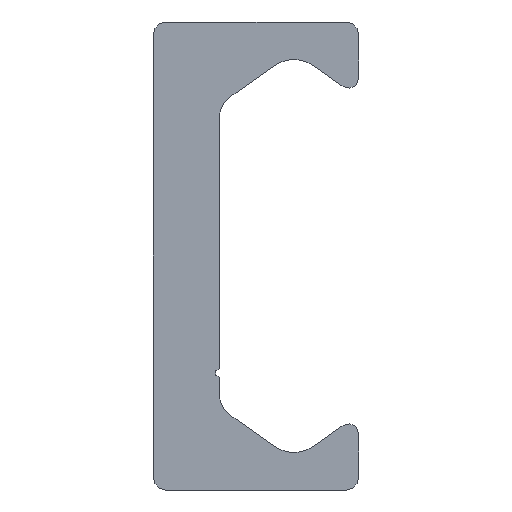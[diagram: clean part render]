
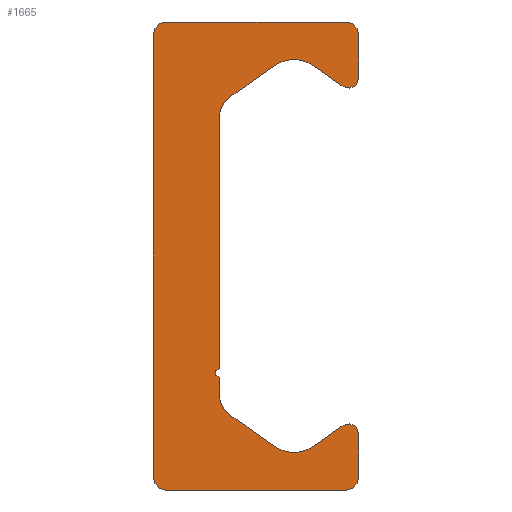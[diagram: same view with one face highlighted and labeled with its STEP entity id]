
A CAD part, left-side view. The second image highlights one B-rep face of the part: STEP entity #1665.
In plain terms, the highlighted planar face has unit normal (-1, 0, 0).
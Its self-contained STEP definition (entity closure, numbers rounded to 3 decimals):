
#852=CARTESIAN_POINT('',(0.0,5.4,-14.));
#853=VERTEX_POINT('',#852);
#860=CARTESIAN_POINT('',(0.0,6.15,-13.25));
#861=VERTEX_POINT('',#860);
#862=CARTESIAN_POINT('',(0.0,5.4,-13.25));
#863=DIRECTION('',(1.0,0.0,0.0));
#864=DIRECTION('',(0.0,0.0,-1.0));
#865=AXIS2_PLACEMENT_3D('',#862,#863,#864);
#866=CIRCLE('',#865,0.75);
#867=EDGE_CURVE('',#853,#861,#866,.T.);
#891=CARTESIAN_POINT('',(0.0,-5.4,-14.));
#892=VERTEX_POINT('',#891);
#899=CARTESIAN_POINT('',(0.0,-5.4,-14.));
#900=DIRECTION('',(0.0,1.0,0.0));
#901=VECTOR('',#900,10.8);
#902=LINE('',#899,#901);
#903=EDGE_CURVE('',#892,#853,#902,.T.);
#923=CARTESIAN_POINT('',(0.0,-6.15,-13.25));
#924=VERTEX_POINT('',#923);
#931=CARTESIAN_POINT('',(0.0,-5.4,-13.25));
#932=DIRECTION('',(1.0,0.0,0.0));
#933=DIRECTION('',(0.0,-1.0,0.0));
#934=AXIS2_PLACEMENT_3D('',#931,#932,#933);
#935=CIRCLE('',#934,0.75);
#936=EDGE_CURVE('',#924,#892,#935,.T.);
#955=CARTESIAN_POINT('',(0.0,-6.15,-10.63));
#956=VERTEX_POINT('',#955);
#963=CARTESIAN_POINT('',(0.0,-6.15,-10.63));
#964=DIRECTION('',(0.0,0.0,-1.0));
#965=VECTOR('',#964,2.62);
#966=LINE('',#963,#965);
#967=EDGE_CURVE('',#956,#924,#966,.T.);
#987=CARTESIAN_POINT('',(0.0,-5.206,-10.139));
#988=VERTEX_POINT('',#987);
#995=CARTESIAN_POINT('',(0.0,-5.55,-10.63));
#996=DIRECTION('',(1.0,0.0,0.0));
#997=DIRECTION('',(0.0,0.574,0.819));
#998=AXIS2_PLACEMENT_3D('',#995,#996,#997);
#999=CIRCLE('',#998,0.6);
#1000=EDGE_CURVE('',#988,#956,#999,.T.);
#1019=CARTESIAN_POINT('',(0.0,-3.417,-11.391));
#1020=VERTEX_POINT('',#1019);
#1027=CARTESIAN_POINT('',(0.0,-3.417,-11.391));
#1028=DIRECTION('',(0.0,-0.819,0.574));
#1029=VECTOR('',#1028,2.184);
#1030=LINE('',#1027,#1029);
#1031=EDGE_CURVE('',#1020,#988,#1030,.T.);
#1051=CARTESIAN_POINT('',(0.0,-1.123,-11.391));
#1052=VERTEX_POINT('',#1051);
#1059=CARTESIAN_POINT('',(0.0,-2.27,-9.753));
#1060=DIRECTION('',(-1.0,0.0,0.0));
#1061=DIRECTION('',(0.0,0.574,0.819));
#1062=AXIS2_PLACEMENT_3D('',#1059,#1060,#1061);
#1063=CIRCLE('',#1062,2.0);
#1064=EDGE_CURVE('',#1052,#1020,#1063,.T.);
#1083=CARTESIAN_POINT('',(0.0,1.56,-9.512));
#1084=VERTEX_POINT('',#1083);
#1091=CARTESIAN_POINT('',(0.0,1.56,-9.512));
#1092=DIRECTION('',(0.0,-0.819,-0.574));
#1093=VECTOR('',#1092,3.276);
#1094=LINE('',#1091,#1093);
#1095=EDGE_CURVE('',#1084,#1052,#1094,.T.);
#1115=CARTESIAN_POINT('',(0.0,2.2,-8.283));
#1116=VERTEX_POINT('',#1115);
#1123=CARTESIAN_POINT('',(0.0,0.7,-8.283));
#1124=DIRECTION('',(-1.0,0.0,0.0));
#1125=DIRECTION('',(0.0,-0.574,0.819));
#1126=AXIS2_PLACEMENT_3D('',#1123,#1124,#1125);
#1127=CIRCLE('',#1126,1.5);
#1128=EDGE_CURVE('',#1116,#1084,#1127,.T.);
#1147=CARTESIAN_POINT('',(0.0,2.2,-7.25));
#1148=VERTEX_POINT('',#1147);
#1155=CARTESIAN_POINT('',(0.0,2.2,-7.25));
#1156=DIRECTION('',(0.0,0.0,-1.0));
#1157=VECTOR('',#1156,1.033);
#1158=LINE('',#1155,#1157);
#1159=EDGE_CURVE('',#1148,#1116,#1158,.T.);
#1179=CARTESIAN_POINT('',(0.0,2.2,-6.75));
#1180=VERTEX_POINT('',#1179);
#1187=CARTESIAN_POINT('',(0.0,2.2,-7.));
#1188=DIRECTION('',(-1.0,0.0,0.0));
#1189=DIRECTION('',(0.0,0.0,1.0));
#1190=AXIS2_PLACEMENT_3D('',#1187,#1188,#1189);
#1191=CIRCLE('',#1190,0.25);
#1192=EDGE_CURVE('',#1180,#1148,#1191,.T.);
#1211=CARTESIAN_POINT('',(0.0,2.2,8.283));
#1212=VERTEX_POINT('',#1211);
#1219=CARTESIAN_POINT('',(0.0,2.2,8.283));
#1220=DIRECTION('',(0.0,0.0,-1.0));
#1221=VECTOR('',#1220,15.033);
#1222=LINE('',#1219,#1221);
#1223=EDGE_CURVE('',#1212,#1180,#1222,.T.);
#1291=CARTESIAN_POINT('',(0.0,1.56,9.512));
#1292=VERTEX_POINT('',#1291);
#1299=CARTESIAN_POINT('',(0.0,0.7,8.283));
#1300=DIRECTION('',(-1.0,0.0,0.0));
#1301=DIRECTION('',(0.0,-1.0,0.0));
#1302=AXIS2_PLACEMENT_3D('',#1299,#1300,#1301);
#1303=CIRCLE('',#1302,1.5);
#1304=EDGE_CURVE('',#1292,#1212,#1303,.T.);
#1323=CARTESIAN_POINT('',(0.0,-1.123,11.391));
#1324=VERTEX_POINT('',#1323);
#1331=CARTESIAN_POINT('',(0.0,-1.123,11.391));
#1332=DIRECTION('',(0.0,0.819,-0.574));
#1333=VECTOR('',#1332,3.276);
#1334=LINE('',#1331,#1333);
#1335=EDGE_CURVE('',#1324,#1292,#1334,.T.);
#1355=CARTESIAN_POINT('',(0.0,-3.417,11.391));
#1356=VERTEX_POINT('',#1355);
#1363=CARTESIAN_POINT('',(0.0,-2.27,9.753));
#1364=DIRECTION('',(-1.0,0.0,0.0));
#1365=DIRECTION('',(0.0,-0.574,-0.819));
#1366=AXIS2_PLACEMENT_3D('',#1363,#1364,#1365);
#1367=CIRCLE('',#1366,2.0);
#1368=EDGE_CURVE('',#1356,#1324,#1367,.T.);
#1387=CARTESIAN_POINT('',(0.0,-5.206,10.139));
#1388=VERTEX_POINT('',#1387);
#1395=CARTESIAN_POINT('',(0.0,-5.206,10.139));
#1396=DIRECTION('',(0.0,0.819,0.574));
#1397=VECTOR('',#1396,2.184);
#1398=LINE('',#1395,#1397);
#1399=EDGE_CURVE('',#1388,#1356,#1398,.T.);
#1419=CARTESIAN_POINT('',(0.0,-6.15,10.63));
#1420=VERTEX_POINT('',#1419);
#1427=CARTESIAN_POINT('',(0.0,-5.55,10.63));
#1428=DIRECTION('',(1.0,0.0,0.0));
#1429=DIRECTION('',(0.0,-1.0,0.0));
#1430=AXIS2_PLACEMENT_3D('',#1427,#1428,#1429);
#1431=CIRCLE('',#1430,0.6);
#1432=EDGE_CURVE('',#1420,#1388,#1431,.T.);
#1451=CARTESIAN_POINT('',(0.0,-6.15,13.25));
#1452=VERTEX_POINT('',#1451);
#1459=CARTESIAN_POINT('',(0.0,-6.15,13.25));
#1460=DIRECTION('',(0.0,0.0,-1.0));
#1461=VECTOR('',#1460,2.62);
#1462=LINE('',#1459,#1461);
#1463=EDGE_CURVE('',#1452,#1420,#1462,.T.);
#1483=CARTESIAN_POINT('',(0.0,-5.4,14.));
#1484=VERTEX_POINT('',#1483);
#1491=CARTESIAN_POINT('',(0.0,-5.4,13.25));
#1492=DIRECTION('',(1.0,0.0,0.0));
#1493=DIRECTION('',(0.0,0.0,1.0));
#1494=AXIS2_PLACEMENT_3D('',#1491,#1492,#1493);
#1495=CIRCLE('',#1494,0.75);
#1496=EDGE_CURVE('',#1484,#1452,#1495,.T.);
#1515=CARTESIAN_POINT('',(0.0,5.4,14.));
#1516=VERTEX_POINT('',#1515);
#1523=CARTESIAN_POINT('',(0.0,5.4,14.));
#1524=DIRECTION('',(0.0,-1.0,0.0));
#1525=VECTOR('',#1524,10.8);
#1526=LINE('',#1523,#1525);
#1527=EDGE_CURVE('',#1516,#1484,#1526,.T.);
#1547=CARTESIAN_POINT('',(0.0,6.15,13.25));
#1548=VERTEX_POINT('',#1547);
#1555=CARTESIAN_POINT('',(0.0,5.4,13.25));
#1556=DIRECTION('',(1.0,0.0,0.0));
#1557=DIRECTION('',(0.0,1.0,0.0));
#1558=AXIS2_PLACEMENT_3D('',#1555,#1556,#1557);
#1559=CIRCLE('',#1558,0.75);
#1560=EDGE_CURVE('',#1548,#1516,#1559,.T.);
#1578=CARTESIAN_POINT('',(0.0,6.15,-13.25));
#1579=DIRECTION('',(0.0,0.0,1.0));
#1580=VECTOR('',#1579,26.5);
#1581=LINE('',#1578,#1580);
#1582=EDGE_CURVE('',#861,#1548,#1581,.T.);
#1636=CARTESIAN_POINT('',(0.0,1.352,-0.021));
#1637=DIRECTION('',(1.0,0.0,0.0));
#1638=DIRECTION('',(0.0,0.0,-1.0));
#1639=AXIS2_PLACEMENT_3D('',#1636,#1637,#1638);
#1640=PLANE('',#1639);
#1641=ORIENTED_EDGE('',*,*,#1582,.F.);
#1642=ORIENTED_EDGE('',*,*,#867,.F.);
#1643=ORIENTED_EDGE('',*,*,#903,.F.);
#1644=ORIENTED_EDGE('',*,*,#936,.F.);
#1645=ORIENTED_EDGE('',*,*,#967,.F.);
#1646=ORIENTED_EDGE('',*,*,#1000,.F.);
#1647=ORIENTED_EDGE('',*,*,#1031,.F.);
#1648=ORIENTED_EDGE('',*,*,#1064,.F.);
#1649=ORIENTED_EDGE('',*,*,#1095,.F.);
#1650=ORIENTED_EDGE('',*,*,#1128,.F.);
#1651=ORIENTED_EDGE('',*,*,#1159,.F.);
#1652=ORIENTED_EDGE('',*,*,#1192,.F.);
#1653=ORIENTED_EDGE('',*,*,#1223,.F.);
#1654=ORIENTED_EDGE('',*,*,#1304,.F.);
#1655=ORIENTED_EDGE('',*,*,#1335,.F.);
#1656=ORIENTED_EDGE('',*,*,#1368,.F.);
#1657=ORIENTED_EDGE('',*,*,#1399,.F.);
#1658=ORIENTED_EDGE('',*,*,#1432,.F.);
#1659=ORIENTED_EDGE('',*,*,#1463,.F.);
#1660=ORIENTED_EDGE('',*,*,#1496,.F.);
#1661=ORIENTED_EDGE('',*,*,#1527,.F.);
#1662=ORIENTED_EDGE('',*,*,#1560,.F.);
#1663=EDGE_LOOP('',(#1641,#1642,#1643,#1644,#1645,#1646,#1647,#1648,#1649,#1650,#1651,#1652,#1653,#1654,#1655,#1656,#1657,#1658,#1659,#1660,#1661,#1662));
#1664=FACE_OUTER_BOUND('',#1663,.T.);
#1665=ADVANCED_FACE('',(#1664),#1640,.F.);
